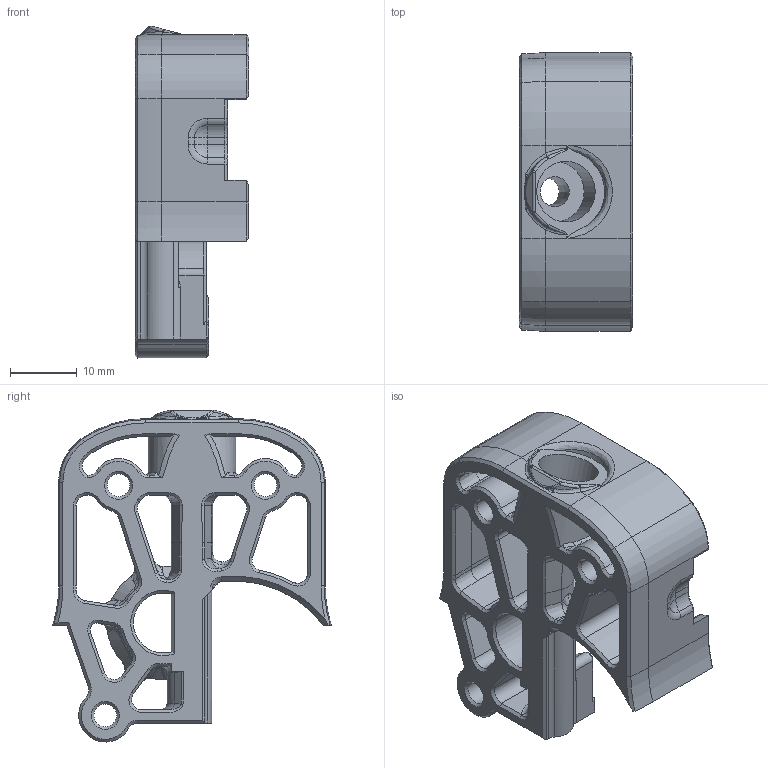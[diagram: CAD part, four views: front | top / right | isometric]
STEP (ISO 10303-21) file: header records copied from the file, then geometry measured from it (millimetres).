
FILE_DESCRIPTION(/* description */ ('STEP AP203'),/* implementation_level */ '2;1');
FILE_NAME(/* name */ 'Mid_Body_bowden_PC4-M10.stp',/* time_stamp */ '2022-02-13T20:06:30+01:00',/* author */ ('elias'),/* organization */ (''),/* preprocessor_version */ 'ST-DEVELOPER v18.1',/* originating_system */ 'Autodesk Inventor 2022',/* authorisation */ '');
FILE_SCHEMA (('AUTOMOTIVE_DESIGN { 1 0 10303 214 3 1 1 }'));
Length unit declared in the file: millimetre
Products named in the file (1): Mid_Body_bowden_PC4-M10
Bounding box: 17.05 x 41.78 x 49.78 mm (x, y, z)
Volume: 9101.9 mm3; surface area: 8329.9 mm2
Topology: 1 solids, 1 shells, 569 faces, 1465 edges, 886 vertices
Faces by surface type: cone 164, plane 144, cylinder 125, bspline 112, torus 17, sphere 7
Full cylindrical faces by diameter (mm): 3.4 x3, 4.5 x1, 9.1 x1
Entity records: 25160 total; most frequent: CARTESIAN_POINT 11932, ORIENTED_EDGE 2918, DIRECTION 2611, EDGE_CURVE 1459, AXIS2_PLACEMENT_3D 996, VERTEX_POINT 886, LINE 619, VECTOR 619
